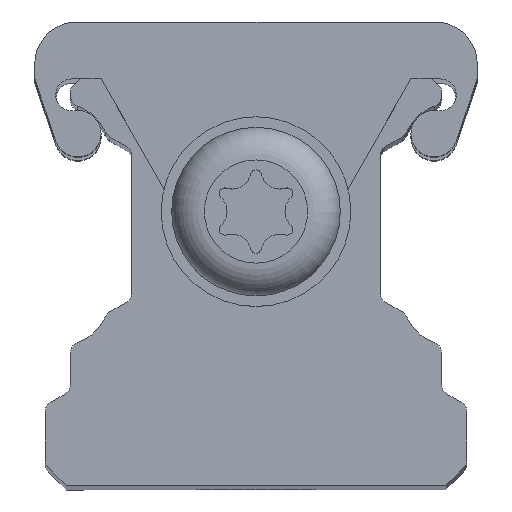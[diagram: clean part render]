
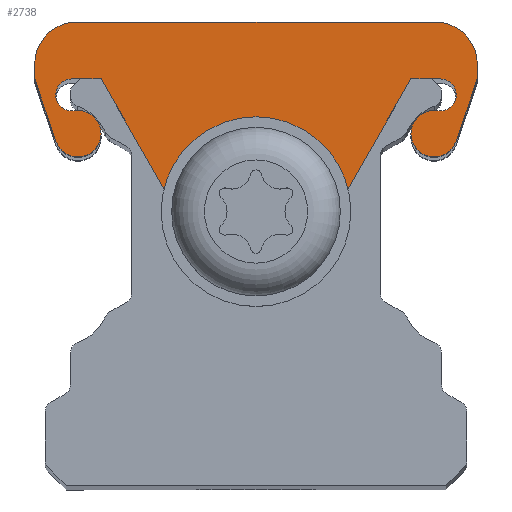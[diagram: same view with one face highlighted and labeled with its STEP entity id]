
A CAD part, top view. The second image highlights one B-rep face of the part: STEP entity #2738.
In plain terms, the highlighted planar face has unit normal (0, 0, 1).
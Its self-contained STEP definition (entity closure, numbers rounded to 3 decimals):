
#41 = EDGE_CURVE ( 'NONE', #1155, #1200, #819, .T. ) ;
#53 = EDGE_CURVE ( 'NONE', #1246, #1280, #840, .T. ) ;
#57 = EDGE_CURVE ( 'NONE', #1233, #1246, #850, .T. ) ;
#59 = EDGE_CURVE ( 'NONE', #1280, #1211, #851, .T. ) ;
#62 = EDGE_CURVE ( 'NONE', #1176, #1233, #847, .T. ) ;
#63 = EDGE_CURVE ( 'NONE', #1203, #1155, #1489, .T. ) ;
#64 = EDGE_CURVE ( 'NONE', #1195, #1176, #1491, .T. ) ;
#68 = EDGE_CURVE ( 'NONE', #4018, #4018, #1501, .T. ) ;
#78 = EDGE_CURVE ( 'NONE', #1193, #1195, #1515, .T. ) ;
#81 = EDGE_CURVE ( 'NONE', #1200, #1193, #1520, .T. ) ;
#260 = EDGE_CURVE ( 'NONE', #1238, #1240, #876, .T. ) ;
#276 = EDGE_CURVE ( 'NONE', #1240, #1203, #907, .T. ) ;
#289 = EDGE_CURVE ( 'NONE', #1184, #1238, #927, .T. ) ;
#336 = EDGE_CURVE ( 'NONE', #1207, #1185, #1012, .T. ) ;
#337 = EDGE_CURVE ( 'NONE', #1211, #1207, #1014, .T. ) ;
#338 = EDGE_CURVE ( 'NONE', #1234, #1184, #988, .T. ) ;
#341 = EDGE_CURVE ( 'NONE', #1185, #1234, #1019, .T. ) ;
#360 = AXIS2_PLACEMENT_3D ( 'NONE', #1350, #1353, #1354 ) ;
#362 = AXIS2_PLACEMENT_3D ( 'NONE', #1376, #1377, #1378 ) ;
#365 = AXIS2_PLACEMENT_3D ( 'NONE', #1391, #1399, #1400 ) ;
#366 = AXIS2_PLACEMENT_3D ( 'NONE', #1395, #1405, #1406 ) ;
#766 = ORIENTED_EDGE ( 'NONE', *, *, #78, .T. ) ;
#767 = ORIENTED_EDGE ( 'NONE', *, *, #64, .T. ) ;
#768 = ORIENTED_EDGE ( 'NONE', *, *, #62, .T. ) ;
#769 = ORIENTED_EDGE ( 'NONE', *, *, #57, .T. ) ;
#770 = ORIENTED_EDGE ( 'NONE', *, *, #53, .T. ) ;
#771 = ORIENTED_EDGE ( 'NONE', *, *, #59, .T. ) ;
#772 = ORIENTED_EDGE ( 'NONE', *, *, #337, .T. ) ;
#773 = ORIENTED_EDGE ( 'NONE', *, *, #336, .T. ) ;
#774 = ORIENTED_EDGE ( 'NONE', *, *, #341, .T. ) ;
#775 = ORIENTED_EDGE ( 'NONE', *, *, #338, .T. ) ;
#776 = ORIENTED_EDGE ( 'NONE', *, *, #289, .T. ) ;
#777 = ORIENTED_EDGE ( 'NONE', *, *, #260, .T. ) ;
#778 = ORIENTED_EDGE ( 'NONE', *, *, #276, .T. ) ;
#779 = ORIENTED_EDGE ( 'NONE', *, *, #63, .T. ) ;
#780 = ORIENTED_EDGE ( 'NONE', *, *, #41, .T. ) ;
#781 = ORIENTED_EDGE ( 'NONE', *, *, #81, .T. ) ;
#782 = ORIENTED_EDGE ( 'NONE', *, *, #68, .F. ) ;
#816 = VECTOR ( 'NONE', #1139, 1000. ) ;
#819 = LINE ( 'NONE', #1153, #816 ) ;
#840 = LINE ( 'NONE', #1343, #841 ) ;
#841 = VECTOR ( 'NONE', #1344, 1000. ) ;
#847 = LINE ( 'NONE', #1363, #849 ) ;
#849 = VECTOR ( 'NONE', #1364, 1000. ) ;
#850 = CIRCLE ( 'NONE', #360, 2. ) ;
#851 = LINE ( 'NONE', #1357, #852 ) ;
#852 = VECTOR ( 'NONE', #1358, 1000. ) ;
#876 = LINE ( 'NONE', #3098, #880 ) ;
#880 = VECTOR ( 'NONE', #3110, 1000. ) ;
#907 = CIRCLE ( 'NONE', #2378, 2. ) ;
#927 = CIRCLE ( 'NONE', #2371, 2. ) ;
#988 = LINE ( 'NONE', #3289, #1011 ) ;
#1011 = VECTOR ( 'NONE', #3290, 1000. ) ;
#1012 = CIRCLE ( 'NONE', #2392, 1.1 ) ;
#1014 = CIRCLE ( 'NONE', #2386, 0.761 ) ;
#1019 = LINE ( 'NONE', #3295, #1020 ) ;
#1020 = VECTOR ( 'NONE', #3296, 1000. ) ;
#1139 = DIRECTION ( 'NONE',  ( 0.323, -0.946, 0. ) ) ;
#1153 = CARTESIAN_POINT ( 'NONE',  ( -10.5, -2.7, 0. ) ) ;
#1155 = VERTEX_POINT ( 'NONE', #3378 ) ;
#1176 = VERTEX_POINT ( 'NONE', #3396 ) ;
#1184 = VERTEX_POINT ( 'NONE', #3404 ) ;
#1185 = VERTEX_POINT ( 'NONE', #3405 ) ;
#1193 = VERTEX_POINT ( 'NONE', #3413 ) ;
#1195 = VERTEX_POINT ( 'NONE', #3415 ) ;
#1200 = VERTEX_POINT ( 'NONE', #3420 ) ;
#1203 = VERTEX_POINT ( 'NONE', #3423 ) ;
#1207 = VERTEX_POINT ( 'NONE', #3427 ) ;
#1211 = VERTEX_POINT ( 'NONE', #3431 ) ;
#1233 = VERTEX_POINT ( 'NONE', #3453 ) ;
#1234 = VERTEX_POINT ( 'NONE', #3454 ) ;
#1238 = VERTEX_POINT ( 'NONE', #3457 ) ;
#1240 = VERTEX_POINT ( 'NONE', #3459 ) ;
#1246 = VERTEX_POINT ( 'NONE', #3465 ) ;
#1280 = VERTEX_POINT ( 'NONE', #3498 ) ;
#1343 = CARTESIAN_POINT ( 'NONE',  ( 7.35, -2.7, 0. ) ) ;
#1344 = DIRECTION ( 'NONE',  ( 0.497, 0.868, 0. ) ) ;
#1350 = CARTESIAN_POINT ( 'NONE',  ( 0., -11.5, 0. ) ) ;
#1353 = DIRECTION ( 'NONE',  ( 0., 0., 1. ) ) ;
#1354 = DIRECTION ( 'NONE',  ( 1., 0., 0. ) ) ;
#1357 = CARTESIAN_POINT ( 'NONE',  ( 8.739, -2.7, 0. ) ) ;
#1358 = DIRECTION ( 'NONE',  ( 1., 0., 0. ) ) ;
#1363 = CARTESIAN_POINT ( 'NONE',  ( -7.35, -2.7, 0. ) ) ;
#1364 = DIRECTION ( 'NONE',  ( 0.497, -0.868, 0. ) ) ;
#1365 = CARTESIAN_POINT ( 'NONE',  ( -10.5, -2., 0. ) ) ;
#1366 = DIRECTION ( 'NONE',  ( 0., -1., 0. ) ) ;
#1367 = CARTESIAN_POINT ( 'NONE',  ( -8.739, -2.7, 0. ) ) ;
#1368 = DIRECTION ( 'NONE',  ( 1., 0., 0. ) ) ;
#1376 = CARTESIAN_POINT ( 'NONE',  ( 0., -9., 0. ) ) ;
#1377 = DIRECTION ( 'NONE',  ( 0., 0., 1. ) ) ;
#1378 = DIRECTION ( 'NONE',  ( 1., 0., 0. ) ) ;
#1391 = CARTESIAN_POINT ( 'NONE',  ( -8.739, -3.461, 0. ) ) ;
#1395 = CARTESIAN_POINT ( 'NONE',  ( -8.45, -5.3, 0. ) ) ;
#1399 = DIRECTION ( 'NONE',  ( 0., 0., -1. ) ) ;
#1400 = DIRECTION ( 'NONE',  ( 1., 0., 0. ) ) ;
#1405 = DIRECTION ( 'NONE',  ( 0., 0., 1. ) ) ;
#1406 = DIRECTION ( 'NONE',  ( 1., 0., 0. ) ) ;
#1489 = LINE ( 'NONE', #1365, #1490 ) ;
#1490 = VECTOR ( 'NONE', #1366, 1000. ) ;
#1491 = LINE ( 'NONE', #1367, #1492 ) ;
#1492 = VECTOR ( 'NONE', #1368, 1000. ) ;
#1501 = CIRCLE ( 'NONE', #362, 2. ) ;
#1515 = CIRCLE ( 'NONE', #365, 0.761 ) ;
#1520 = CIRCLE ( 'NONE', #366, 1.1 ) ;
#1759 = FACE_BOUND ( 'NONE', #2025, .T. ) ;
#1761 = FACE_OUTER_BOUND ( 'NONE', #2032, .T. ) ;
#2025 = EDGE_LOOP ( 'NONE', ( #782 ) ) ;
#2032 = EDGE_LOOP ( 'NONE', ( #766, #767, #768, #769, #770, #771, #772, #773, #774, #775, #776, #777, #778, #779, #780, #781 ) ) ;
#2371 = AXIS2_PLACEMENT_3D ( 'NONE', #3175, #3180, #3181 ) ;
#2378 = AXIS2_PLACEMENT_3D ( 'NONE', #3128, #3148, #3149 ) ;
#2386 = AXIS2_PLACEMENT_3D ( 'NONE', #3278, #3287, #3288 ) ;
#2392 = AXIS2_PLACEMENT_3D ( 'NONE', #3275, #3284, #3285 ) ;
#2458 = AXIS2_PLACEMENT_3D ( 'NONE', #3709, #3719, #3720 ) ;
#2738 = ADVANCED_FACE ( 'NONE', ( #1761, #1759 ), #3718, .T. ) ;
#3098 = CARTESIAN_POINT ( 'NONE',  ( -8.5, 0., 0. ) ) ;
#3110 = DIRECTION ( 'NONE',  ( -1., 0., 0. ) ) ;
#3128 = CARTESIAN_POINT ( 'NONE',  ( -8.5, -2., 0. ) ) ;
#3148 = DIRECTION ( 'NONE',  ( 0., 0., 1. ) ) ;
#3149 = DIRECTION ( 'NONE',  ( 1., 0., 0. ) ) ;
#3175 = CARTESIAN_POINT ( 'NONE',  ( 8.5, -2., 0. ) ) ;
#3180 = DIRECTION ( 'NONE',  ( 0., 0., 1. ) ) ;
#3181 = DIRECTION ( 'NONE',  ( 1., 0., 0. ) ) ;
#3275 = CARTESIAN_POINT ( 'NONE',  ( 8.45, -5.3, 0. ) ) ;
#3278 = CARTESIAN_POINT ( 'NONE',  ( 8.739, -3.461, 0. ) ) ;
#3284 = DIRECTION ( 'NONE',  ( 0., 0., 1. ) ) ;
#3285 = DIRECTION ( 'NONE',  ( 1., 0., 0. ) ) ;
#3287 = DIRECTION ( 'NONE',  ( 0., 0., -1. ) ) ;
#3288 = DIRECTION ( 'NONE',  ( 1., 0., 0. ) ) ;
#3289 = CARTESIAN_POINT ( 'NONE',  ( 10.5, -2., 0. ) ) ;
#3290 = DIRECTION ( 'NONE',  ( 0., 1., 0. ) ) ;
#3295 = CARTESIAN_POINT ( 'NONE',  ( 10.5, -2.7, 0. ) ) ;
#3296 = DIRECTION ( 'NONE',  ( 0.323, 0.946, 0. ) ) ;
#3378 = CARTESIAN_POINT ( 'NONE',  ( -10.5, -2.7, 0. ) ) ;
#3396 = CARTESIAN_POINT ( 'NONE',  ( -7.35, -2.7, 0. ) ) ;
#3404 = CARTESIAN_POINT ( 'NONE',  ( 10.5, -2., 0. ) ) ;
#3405 = CARTESIAN_POINT ( 'NONE',  ( 9.491, -5.655, 0. ) ) ;
#3413 = CARTESIAN_POINT ( 'NONE',  ( -8.621, -4.213, 0. ) ) ;
#3415 = CARTESIAN_POINT ( 'NONE',  ( -8.739, -2.7, 0. ) ) ;
#3420 = CARTESIAN_POINT ( 'NONE',  ( -9.491, -5.655, 0. ) ) ;
#3423 = CARTESIAN_POINT ( 'NONE',  ( -10.5, -2., 0. ) ) ;
#3427 = CARTESIAN_POINT ( 'NONE',  ( 8.621, -4.213, 0. ) ) ;
#3431 = CARTESIAN_POINT ( 'NONE',  ( 8.739, -2.7, 0. ) ) ;
#3453 = CARTESIAN_POINT ( 'NONE',  ( -1.735, -12.495, 0. ) ) ;
#3454 = CARTESIAN_POINT ( 'NONE',  ( 10.5, -2.7, 0. ) ) ;
#3457 = CARTESIAN_POINT ( 'NONE',  ( 8.5, 0., 0. ) ) ;
#3459 = CARTESIAN_POINT ( 'NONE',  ( -8.5, 0., 0. ) ) ;
#3465 = CARTESIAN_POINT ( 'NONE',  ( 1.735, -12.495, 0. ) ) ;
#3498 = CARTESIAN_POINT ( 'NONE',  ( 7.35, -2.7, 0. ) ) ;
#3709 = CARTESIAN_POINT ( 'NONE',  ( -8.5, -2., 0. ) ) ;
#3718 = PLANE ( 'NONE',  #2458 ) ;
#3719 = DIRECTION ( 'NONE',  ( 0., 0., 1. ) ) ;
#3720 = DIRECTION ( 'NONE',  ( 1., 0., 0. ) ) ;
#4018 = VERTEX_POINT ( 'NONE', #4024 ) ;
#4024 = CARTESIAN_POINT ( 'NONE',  ( 2., -9., 0. ) ) ;
